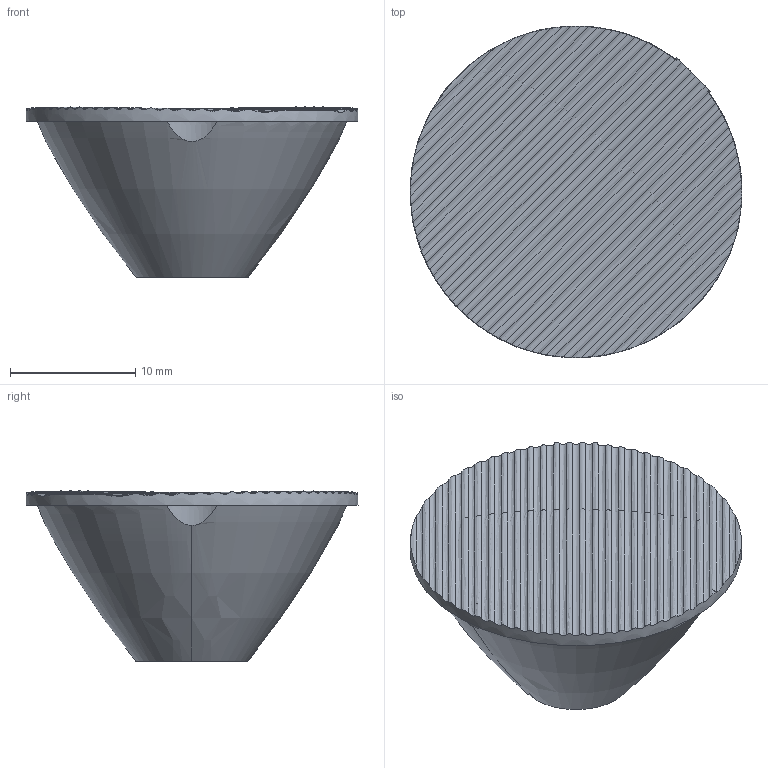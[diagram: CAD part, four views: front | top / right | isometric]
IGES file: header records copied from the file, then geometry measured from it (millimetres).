
Start section:  PTC IGES file: 10396-iss1-190808.igs
Global section: file name: 10396-iss1-190808.igs; native system: Pro/ENGINEER by Parametric Technology Corporation; preprocessor: 2008150; author: beanm; organization: Unknown; date: 20080819.153629; units: millimetre
Bounding box: 26.49 x 26.49 x 13.57 mm (x, y, z)
Volume: 3356.8 mm3; surface area: 1779.4 mm2
Topology: 1 solids, 1 shells, 69 faces, 196 edges, 130 vertices
Faces by surface type: revolution 61, bspline 8
